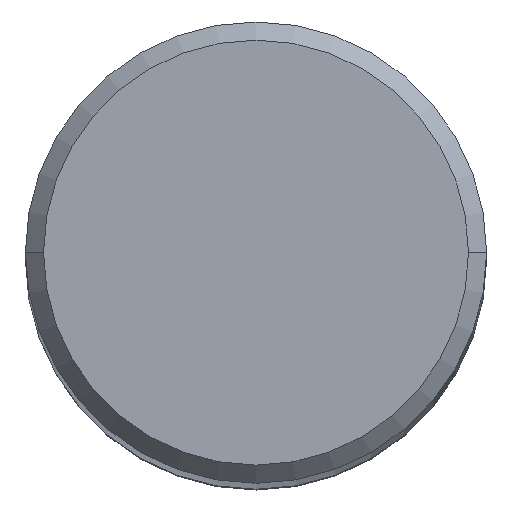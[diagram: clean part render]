
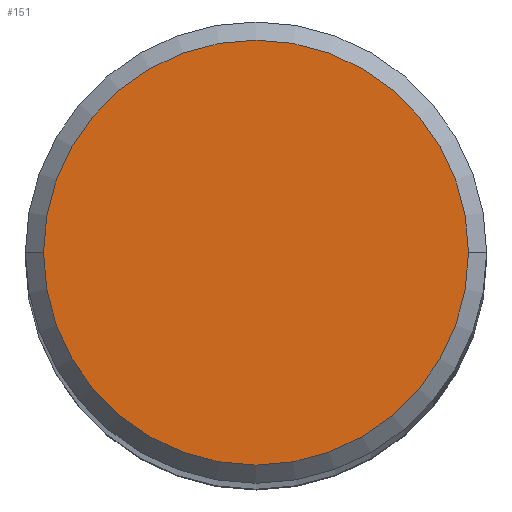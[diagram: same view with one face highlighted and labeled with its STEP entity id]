
A CAD part, top view. The second image highlights one B-rep face of the part: STEP entity #151.
In plain terms, the highlighted planar face has unit normal (0, 0, 1).
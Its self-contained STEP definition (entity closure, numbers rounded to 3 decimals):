
#45=PLANE('',#1198);
#151=ADVANCED_FACE('',(#211),#45,.F.);
#211=FACE_OUTER_BOUND('',#269,.T.);
#269=EDGE_LOOP('',(#516,#517));
#516=ORIENTED_EDGE('',*,*,#719,.T.);
#517=ORIENTED_EDGE('',*,*,#722,.T.);
#595=VERTEX_POINT('',#1916);
#596=VERTEX_POINT('',#1917);
#719=EDGE_CURVE('',#595,#596,#834,.T.);
#722=EDGE_CURVE('',#596,#595,#835,.T.);
#834=CIRCLE('',#1194,11.7);
#835=CIRCLE('',#1196,11.7);
#1194=AXIS2_PLACEMENT_3D('',#1915,#1568,#1569);
#1196=AXIS2_PLACEMENT_3D('',#1921,#1574,#1575);
#1198=AXIS2_PLACEMENT_3D('',#1923,#1578,#1579);
#1568=DIRECTION('',(0.,0.,1.));
#1569=DIRECTION('',(-1.,0.,0.));
#1574=DIRECTION('',(0.,0.,1.));
#1575=DIRECTION('',(1.,0.,0.));
#1578=DIRECTION('',(0.,0.,-1.));
#1579=DIRECTION('',(1.,0.,0.));
#1915=CARTESIAN_POINT('',(0.,0.,0.));
#1916=CARTESIAN_POINT('',(-11.7,0.,0.));
#1917=CARTESIAN_POINT('',(11.7,0.,0.));
#1921=CARTESIAN_POINT('',(0.,0.,0.));
#1923=CARTESIAN_POINT('',(0.,0.,0.));
